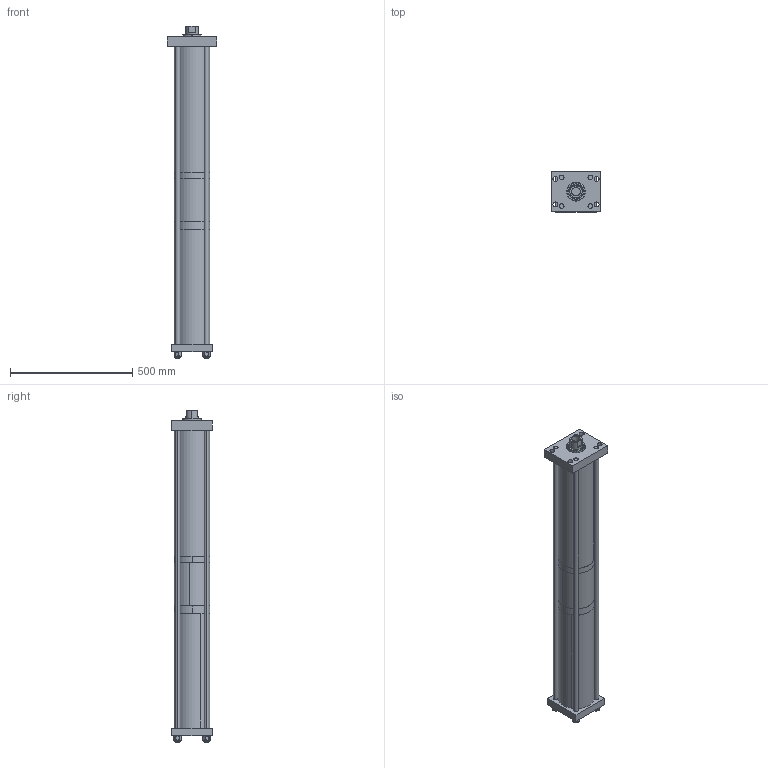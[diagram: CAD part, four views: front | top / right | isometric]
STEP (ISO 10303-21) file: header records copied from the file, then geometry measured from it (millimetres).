
FILE_DESCRIPTION (( 'STEP AP203' ), '1' );
FILE_NAME ('HPI-20-2.00-.75-FH-2020.STEP', '2020-04-21T18:28:46', ( '' ), ( '' ), 'SwSTEP 2.0', 'SolidWorks 2018', '' );
FILE_SCHEMA (( 'CONFIG_CONTROL_DESIGN' ));
Length unit declared in the file: inch
Products named in the file (12): E2013; F1003; HPI-20-2.00-.75-FH-2020; E1001_2.0; E1004; E2018_2.00-.75(51.602"); E1064; G2010; NLN .75; EI2005_2.00-.75(20.306"); E2011_2.0; EI2014_.75(18.435")
Assembly tree (17 placements, depth 2):
  HPI-20-2.00-.75-FH-2020
    E1004
    F1003
    E1001_2.0
    E1064
    NLN .75  x4
    G2010
    E2013
    EI2014_.75(18.435")
    EI2005_2.00-.75(20.306")
    E2011_2.0
    E2018_2.00-.75(51.602")  x4
Bounding box: 203.2 x 165.1 x 1358.32 mm (x, y, z)
Volume: 9673352.8 mm3; surface area: 1756553.2 mm2
Topology: 17 solids, 17 shells, 509 faces, 1187 edges, 644 vertices
Faces by surface type: cylinder 247, plane 134, sphere 49, bspline 48, cone 31
Entity records: 10376 total; most frequent: CARTESIAN_POINT 2303, DIRECTION 1529, ORIENTED_EDGE 1258, AXIS2_PLACEMENT_3D 639, EDGE_CURVE 629, VERTEX_POINT 392, EDGE_LOOP 359, CIRCLE 344
